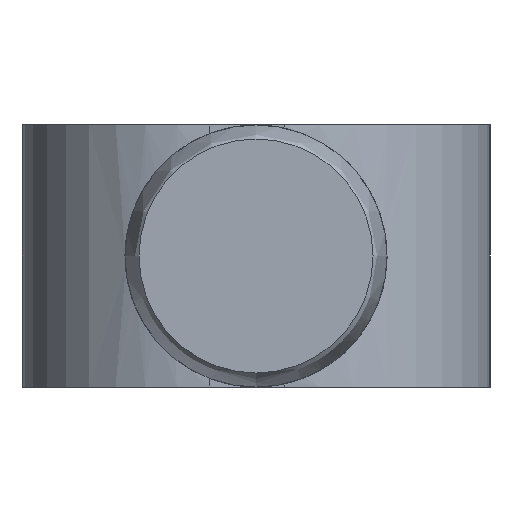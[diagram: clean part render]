
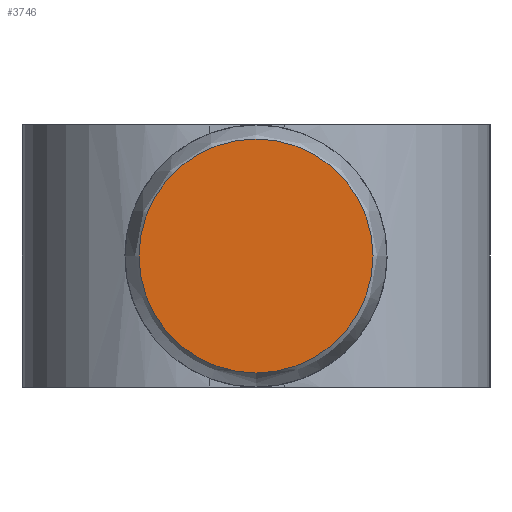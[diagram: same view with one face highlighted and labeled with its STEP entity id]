
A CAD part, left-side view. The second image highlights one B-rep face of the part: STEP entity #3746.
In plain terms, the highlighted planar face has unit normal (-1, 0, 0).
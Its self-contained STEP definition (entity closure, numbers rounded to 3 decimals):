
#89=CIRCLE($,#3953,6.25);
#283=FACE_OUTER_BOUND($,#515,.T.);
#515=EDGE_LOOP($,(#2764));
#1640=VERTEX_POINT($,#5544);
#2071=EDGE_CURVE($,#1640,#1640,#89,.T.);
#2764=ORIENTED_EDGE($,*,*,#2071,.F.);
#3581=PLANE($,#3961);
#3746=ADVANCED_FACE($,(#283),#3581,.F.);
#3953=AXIS2_PLACEMENT_3D($,#5545,#4275,#4276);
#3961=AXIS2_PLACEMENT_3D($,#5628,#4291,#4292);
#4275=DIRECTION('center_axis',(1.,0.,0.));
#4276=DIRECTION('ref_axis',(0.,0.,-1.));
#4291=DIRECTION('center_axis',(1.,0.,0.));
#4292=DIRECTION('ref_axis',(0.,0.,-1.));
#5544=CARTESIAN_POINT('',(-118.5,0.,6.25));
#5545=CARTESIAN_POINT('Origin',(-118.5,0.,0.));
#5628=CARTESIAN_POINT('Origin',(-118.5,0.,0.));
